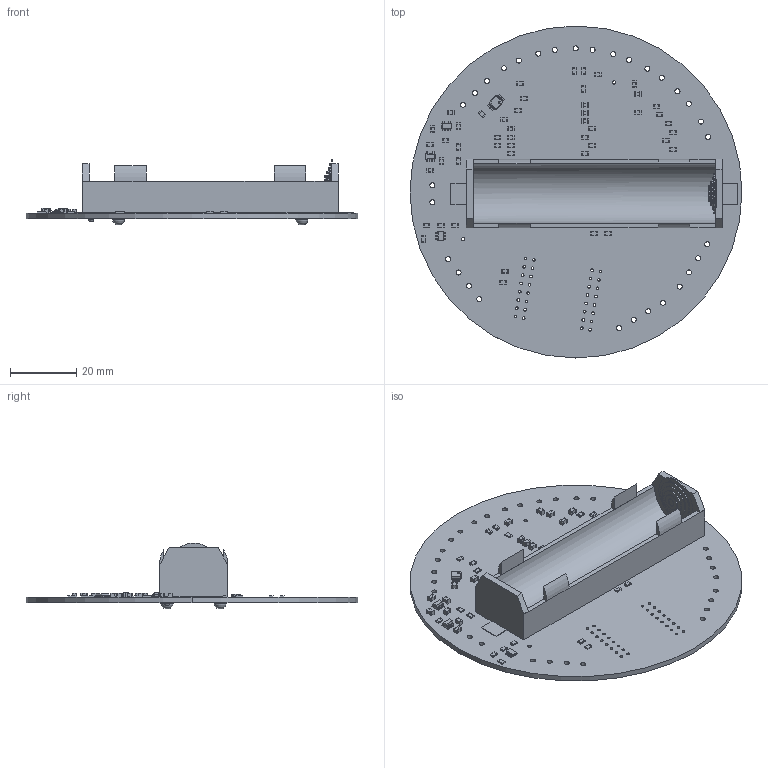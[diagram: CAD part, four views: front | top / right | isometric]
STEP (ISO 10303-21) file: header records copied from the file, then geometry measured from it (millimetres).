
FILE_DESCRIPTION(('KiCad electronic assembly'),'2;1');
FILE_NAME('Weather-Station.step','2021-12-23T12:29:16',('An Author'),( 'A Company'),'Open CASCADE STEP processor 7.5', 'KiCad to STEP converter','Unknown');
FILE_SCHEMA(('AUTOMOTIVE_DESIGN { 1 0 10303 214 1 1 1 1 }'));
Length unit declared in the file: millimetre
Products named in the file (14): Open CASCADE STEP translator 7.5 1; R_0805_2012Metric; SOLID; TSSOP-10_3x3mm_P0.5mm; SOT-23-5; TSOT-23-6; C_0805_2012Metric; BatteryHolder_Keystone_1042_1x18650; COMPOUND
Assembly tree (60 placements, depth 3):
  Open CASCADE STEP translator 7.5 1
    R_0805_2012Metric  x29
      SOLID
    TSSOP-10_3x3mm_P0.5mm
      SOLID
    SOT-23-5  x2
      SOLID
    TSOT-23-6
      SOLID
    C_0805_2012Metric  x19
      SOLID
    BatteryHolder_Keystone_1042_1x18650
      COMPOUND
    COMPOUND
Bounding box: 100 x 100 x 19.83 mm (x, y, z)
Volume: 18600.7 mm3; surface area: 24398.6 mm2
Topology: 62 solids, 62 shells, 1972 faces, 5097 edges, 3287 vertices
Faces by surface type: plane 1191, cylinder 656, bspline 122, revolution 3
Full cylindrical faces by diameter (mm): 0.02 x1, 0.5 x1, 0.8 x32, 1 x2, 1.52 x31, 1.57 x1, 2.39 x1, 2.4 x1, 3.45 x2, 3.68 x2, 4.8 x2, 7.2 x2, 9.6 x2, 12 x1
Entity records: 44978 total; most frequent: CARTESIAN_POINT 7925, DIRECTION 6070, LINE 3777, VECTOR 3777, ORIENTED_EDGE 3240, PCURVE 3240, DEFINITIONAL_REPRESENTATION 3240, EDGE_CURVE 1620
